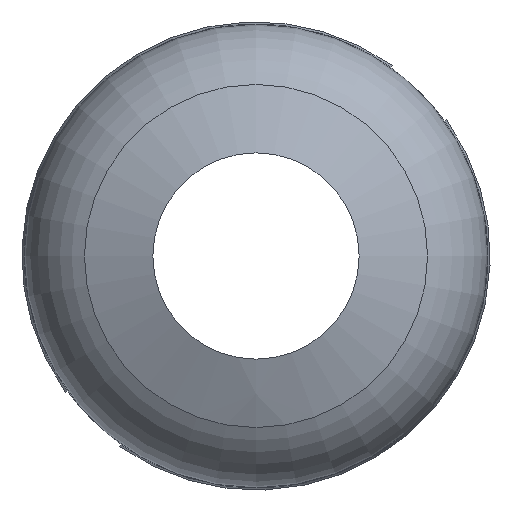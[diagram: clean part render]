
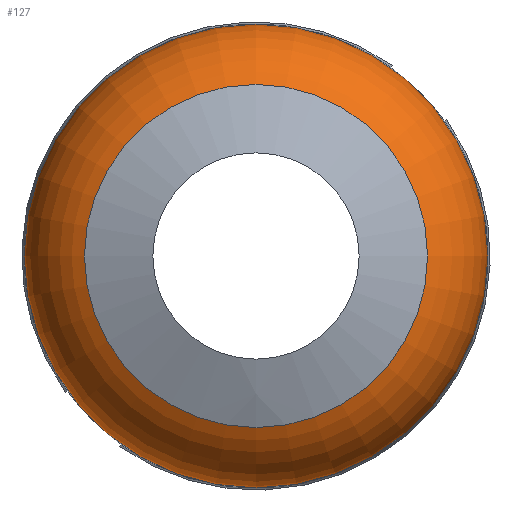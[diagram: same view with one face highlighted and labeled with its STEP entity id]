
A CAD part, front view. The second image highlights one B-rep face of the part: STEP entity #127.
In plain terms, the highlighted toroidal (fillet/blend) face has major radius 10.05 mm and minor radius 8.6 mm.
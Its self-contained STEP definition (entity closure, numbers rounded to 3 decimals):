
#127 = ADVANCED_FACE( '', ( #284, #285 ), #286, .T. );
#284 = FACE_OUTER_BOUND( '', #493, .T. );
#285 = FACE_OUTER_BOUND( '', #494, .T. );
#286 = TOROIDAL_SURFACE( '', #495, 10.05, 8.6 );
#493 = EDGE_LOOP( '', ( #1032 ) );
#494 = EDGE_LOOP( '', ( #1033 ) );
#495 = AXIS2_PLACEMENT_3D( '', #1034, #1035, #1036 );
#1032 = ORIENTED_EDGE( '', *, *, #1493, .T. );
#1033 = ORIENTED_EDGE( '', *, *, #1614, .F. );
#1034 = CARTESIAN_POINT( '', ( 0., 9.802, 0. ) );
#1035 = DIRECTION( '', ( 0., -1., 0. ) );
#1036 = DIRECTION( '', ( 0., 0., -1. ) );
#1493 = EDGE_CURVE( '', #1833, #1833, #1834, .T. );
#1614 = EDGE_CURVE( '', #2037, #2037, #2038, .T. );
#1833 = VERTEX_POINT( '', #2670 );
#1834 = CIRCLE( '', #2671, 18.65 );
#2037 = VERTEX_POINT( '', #3279 );
#2038 = CIRCLE( '', #3280, 13.808 );
#2670 = CARTESIAN_POINT( '', ( 0., 9.802, -18.65 ) );
#2671 = AXIS2_PLACEMENT_3D( '', #3711, #3712, #3713 );
#3279 = CARTESIAN_POINT( '', ( 0., 2.066, -13.808 ) );
#3280 = AXIS2_PLACEMENT_3D( '', #3823, #3824, #3825 );
#3711 = CARTESIAN_POINT( '', ( 0., 9.802, 0. ) );
#3712 = DIRECTION( '', ( 0., -1., 0. ) );
#3713 = DIRECTION( '', ( 0., 0., -1. ) );
#3823 = CARTESIAN_POINT( '', ( 0., 2.066, 0. ) );
#3824 = DIRECTION( '', ( 0., -1., 0. ) );
#3825 = DIRECTION( '', ( 0., 0., -1. ) );
